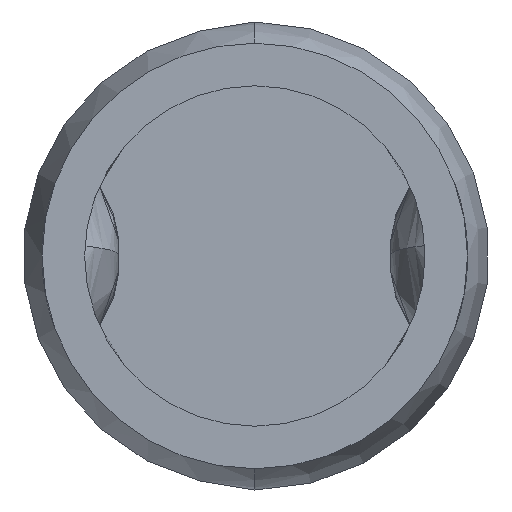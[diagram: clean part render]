
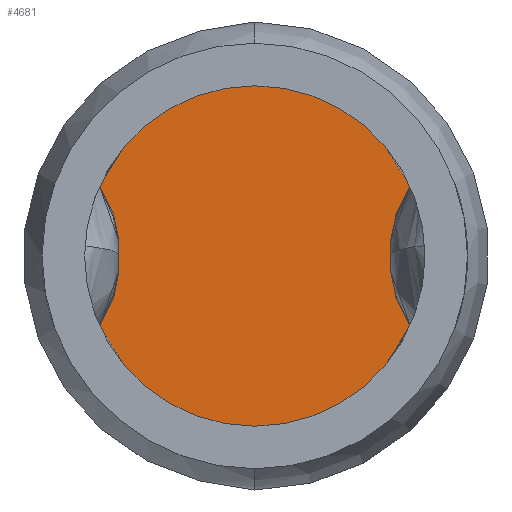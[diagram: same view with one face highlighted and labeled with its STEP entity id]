
A CAD part, front view. The second image highlights one B-rep face of the part: STEP entity #4681.
In plain terms, the highlighted planar face has unit normal (0, -1, 0).
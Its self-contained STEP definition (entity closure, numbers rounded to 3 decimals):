
#363 = CIRCLE ( 'NONE', #1340, 0.4 ) ;
#653 = EDGE_CURVE ( 'Defeature ausgef�hrt2_0+Defeature ausgef�hrt2_29+Defeature ausgef�hrt2_29+Defeature ausgef�hrt2_29', #663, #6001, #363, .T. ) ;
#663 = VERTEX_POINT ( 'NONE', #2590 ) ;
#843 = EDGE_LOOP ( 'NONE', ( #5666, #891 ) ) ;
#891 = ORIENTED_EDGE ( 'NONE', *, *, #653, .F. ) ;
#978 = DIRECTION ( 'NONE',  ( 0., 1., 0. ) ) ;
#1291 = AXIS2_PLACEMENT_3D ( 'NONE', #5968, #978, #5439 ) ;
#1340 = AXIS2_PLACEMENT_3D ( 'NONE', #3165, #2607, #5827 ) ;
#1950 = CARTESIAN_POINT ( 'NONE',  ( 0., -27., 0.4 ) ) ;
#2561 = CARTESIAN_POINT ( 'NONE',  ( 0., -27., 0. ) ) ;
#2590 = CARTESIAN_POINT ( 'NONE',  ( 0., -27., -0.4 ) ) ;
#2607 = DIRECTION ( 'NONE',  ( 0., 1., 0. ) ) ;
#2792 = FACE_OUTER_BOUND ( 'NONE', #843, .T. ) ;
#2828 = AXIS2_PLACEMENT_3D ( 'NONE', #2561, #4210, #6302 ) ;
#3165 = CARTESIAN_POINT ( 'NONE',  ( 0., -27., 0. ) ) ;
#4210 = DIRECTION ( 'NONE',  ( 0., 1., 0. ) ) ;
#4681 = ADVANCED_FACE ( 'Defeature ausgef�hrt2_29', ( #2792 ), #5781, .F. ) ;
#5046 = CIRCLE ( 'NONE', #1291, 0.4 ) ;
#5057 = EDGE_CURVE ( 'Defeature ausgef�hrt2_0+Defeature ausgef�hrt2_29+Defeature ausgef�hrt2_29+Defeature ausgef�hrt2_29', #6001, #663, #5046, .T. ) ;
#5439 = DIRECTION ( 'NONE',  ( 0., 0., 1. ) ) ;
#5666 = ORIENTED_EDGE ( 'NONE', *, *, #5057, .F. ) ;
#5781 = PLANE ( 'NONE',  #2828 ) ;
#5827 = DIRECTION ( 'NONE',  ( 0., 0., 1. ) ) ;
#5968 = CARTESIAN_POINT ( 'NONE',  ( 0., -27., 0. ) ) ;
#6001 = VERTEX_POINT ( 'NONE', #1950 ) ;
#6302 = DIRECTION ( 'NONE',  ( 0., 0., 1. ) ) ;
